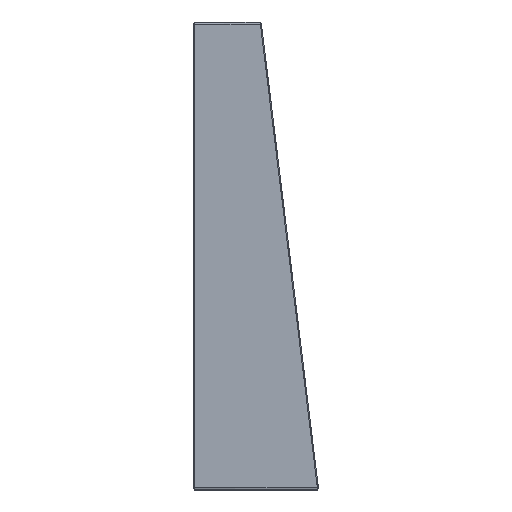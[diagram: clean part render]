
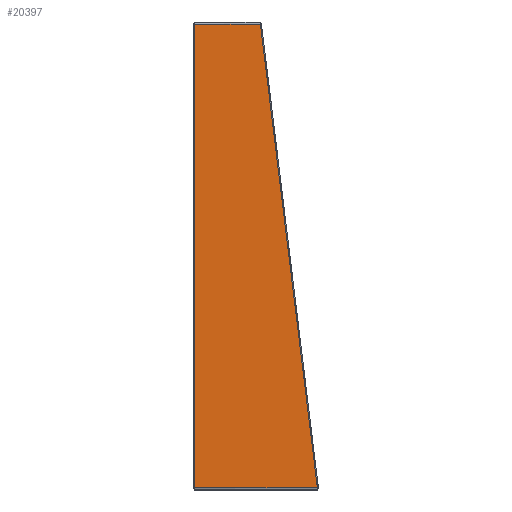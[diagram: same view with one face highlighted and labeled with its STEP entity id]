
A CAD part, left-side view. The second image highlights one B-rep face of the part: STEP entity #20397.
In plain terms, the highlighted planar face has unit normal (-1, 0, 0).
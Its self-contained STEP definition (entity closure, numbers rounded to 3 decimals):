
#811=B_SPLINE_CURVE_WITH_KNOTS('',3,(#31823,#31824,#31825,#31826),
 .UNSPECIFIED.,.F.,.F.,(4,4),(1.51,1.571),
 .UNSPECIFIED.);
#1047=PLANE('',#21840);
#1736=FACE_OUTER_BOUND('',#2900,.T.);
#2900=EDGE_LOOP('',(#15323,#15324,#15325,#15326,#15327));
#4352=LINE('',#31687,#6319);
#4402=LINE('',#31813,#6369);
#4403=LINE('',#31821,#6370);
#4404=LINE('',#31827,#6371);
#6319=VECTOR('',#24804,10.);
#6369=VECTOR('',#24946,10.);
#6370=VECTOR('',#24949,10.);
#6371=VECTOR('',#24950,10.);
#9257=VERTEX_POINT('',#31681);
#9258=VERTEX_POINT('',#31685);
#9274=VERTEX_POINT('',#31807);
#9276=VERTEX_POINT('',#31820);
#9277=VERTEX_POINT('',#31822);
#11479=EDGE_CURVE('',#9257,#9258,#4352,.T.);
#11538=EDGE_CURVE('',#9274,#9257,#4402,.T.);
#11540=EDGE_CURVE('',#9276,#9274,#4403,.T.);
#11541=EDGE_CURVE('',#9277,#9276,#811,.T.);
#11542=EDGE_CURVE('',#9258,#9277,#4404,.T.);
#15323=ORIENTED_EDGE('',*,*,#11540,.F.);
#15324=ORIENTED_EDGE('',*,*,#11541,.F.);
#15325=ORIENTED_EDGE('',*,*,#11542,.F.);
#15326=ORIENTED_EDGE('',*,*,#11479,.F.);
#15327=ORIENTED_EDGE('',*,*,#11538,.F.);
#20397=ADVANCED_FACE('',(#1736),#1047,.T.);
#21840=AXIS2_PLACEMENT_3D('',#31819,#24947,#24948);
#24804=DIRECTION('',(0.,0.,1.));
#24946=DIRECTION('',(0.,1.,0.));
#24947=DIRECTION('center_axis',(-1.,0.,0.));
#24948=DIRECTION('ref_axis',(0.,0.,1.));
#24949=DIRECTION('',(0.,-0.122,-0.993));
#24950=DIRECTION('',(0.,-1.,0.));
#31681=CARTESIAN_POINT('',(-7.,13.75,-8.5));
#31685=CARTESIAN_POINT('',(-7.,13.75,101.1));
#31687=CARTESIAN_POINT('',(-7.,13.75,18.65));
#31807=CARTESIAN_POINT('',(-7.,-15.267,-8.5));
#31813=CARTESIAN_POINT('',(-7.,0.,-8.5));
#31819=CARTESIAN_POINT('Origin',(-7.,0.,-9.));
#31820=CARTESIAN_POINT('',(-7.,-1.813,101.07));
#31821=CARTESIAN_POINT('',(-7.,-11.796,19.768));
#31822=CARTESIAN_POINT('',(-7.,-1.81,101.1));
#31823=CARTESIAN_POINT('Ctrl Pts',(-7.,-1.81,
101.1));
#31824=CARTESIAN_POINT('Ctrl Pts',(-7.,-1.811,
101.09));
#31825=CARTESIAN_POINT('Ctrl Pts',(-7.,-1.812,
101.08));
#31826=CARTESIAN_POINT('Ctrl Pts',(-7.,-1.813,
101.07));
#31827=CARTESIAN_POINT('',(-7.,0.,101.1));
